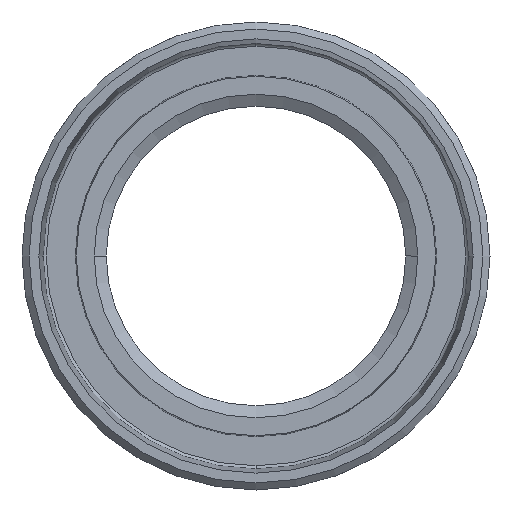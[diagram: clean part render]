
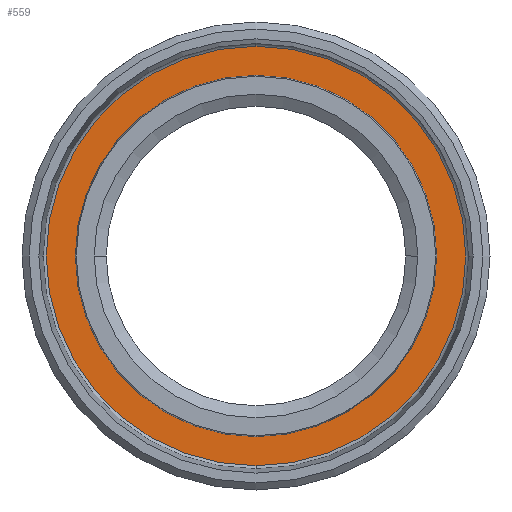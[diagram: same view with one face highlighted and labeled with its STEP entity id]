
A CAD part, left-side view. The second image highlights one B-rep face of the part: STEP entity #559.
In plain terms, the highlighted planar face has unit normal (-1, 0, 0).
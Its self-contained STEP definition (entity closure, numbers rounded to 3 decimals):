
#2 = CIRCLE ( 'NONE', #882, 22.417 ) ;
#16 = EDGE_LOOP ( 'NONE', ( #876, #658 ) ) ;
#52 = ORIENTED_EDGE ( 'NONE', *, *, #849, .F. ) ;
#72 = CIRCLE ( 'NONE', #623, 19. ) ;
#128 = FACE_OUTER_BOUND ( 'NONE', #641, .T. ) ;
#173 = DIRECTION ( 'NONE',  ( 0., 1., 0. ) ) ;
#196 = CIRCLE ( 'NONE', #482, 19. ) ;
#201 = AXIS2_PLACEMENT_3D ( 'NONE', #546, #313, #541 ) ;
#213 = VERTEX_POINT ( 'NONE', #621 ) ;
#218 = DIRECTION ( 'NONE',  ( 1., 0., 0. ) ) ;
#270 = DIRECTION ( 'NONE',  ( -1., 0., 0. ) ) ;
#313 = DIRECTION ( 'NONE',  ( 1., 0., 0. ) ) ;
#346 = CARTESIAN_POINT ( 'NONE',  ( 4.8, 19., 0. ) ) ;
#367 = VERTEX_POINT ( 'NONE', #346 ) ;
#402 = AXIS2_PLACEMENT_3D ( 'NONE', #643, #270, #430 ) ;
#424 = CARTESIAN_POINT ( 'NONE',  ( 4.8, 0., 0. ) ) ;
#430 = DIRECTION ( 'NONE',  ( 0., -1., 0. ) ) ;
#482 = AXIS2_PLACEMENT_3D ( 'NONE', #824, #218, #527 ) ;
#484 = EDGE_CURVE ( 'NONE', #367, #593, #196, .T. ) ;
#502 = CARTESIAN_POINT ( 'NONE',  ( 4.8, -19., 0. ) ) ;
#506 = DIRECTION ( 'NONE',  ( 0., 1., 0. ) ) ;
#527 = DIRECTION ( 'NONE',  ( 0., 1., 0. ) ) ;
#541 = DIRECTION ( 'NONE',  ( 0., 1., 0. ) ) ;
#546 = CARTESIAN_POINT ( 'NONE',  ( 4.8, 0., 0. ) ) ;
#559 = ADVANCED_FACE ( 'NONE', ( #128, #788 ), #710, .T. ) ;
#565 = CARTESIAN_POINT ( 'NONE',  ( 4.8, 0., 0. ) ) ;
#593 = VERTEX_POINT ( 'NONE', #502 ) ;
#621 = CARTESIAN_POINT ( 'NONE',  ( 4.8, 0., 22.417 ) ) ;
#623 = AXIS2_PLACEMENT_3D ( 'NONE', #424, #946, #506 ) ;
#628 = CIRCLE ( 'NONE', #201, 22.417 ) ;
#641 = EDGE_LOOP ( 'NONE', ( #670, #52 ) ) ;
#643 = CARTESIAN_POINT ( 'NONE',  ( 4.8, 20.708, 0. ) ) ;
#658 = ORIENTED_EDGE ( 'NONE', *, *, #671, .T. ) ;
#670 = ORIENTED_EDGE ( 'NONE', *, *, #770, .F. ) ;
#671 = EDGE_CURVE ( 'NONE', #593, #367, #72, .T. ) ;
#710 = PLANE ( 'NONE',  #402 ) ;
#751 = CARTESIAN_POINT ( 'NONE',  ( 4.8, 0., -22.417 ) ) ;
#770 = EDGE_CURVE ( 'NONE', #817, #213, #628, .T. ) ;
#778 = DIRECTION ( 'NONE',  ( 1., 0., 0. ) ) ;
#788 = FACE_BOUND ( 'NONE', #16, .T. ) ;
#817 = VERTEX_POINT ( 'NONE', #751 ) ;
#824 = CARTESIAN_POINT ( 'NONE',  ( 4.8, 0., 0. ) ) ;
#849 = EDGE_CURVE ( 'NONE', #213, #817, #2, .T. ) ;
#876 = ORIENTED_EDGE ( 'NONE', *, *, #484, .T. ) ;
#882 = AXIS2_PLACEMENT_3D ( 'NONE', #565, #778, #173 ) ;
#946 = DIRECTION ( 'NONE',  ( 1., 0., 0. ) ) ;
